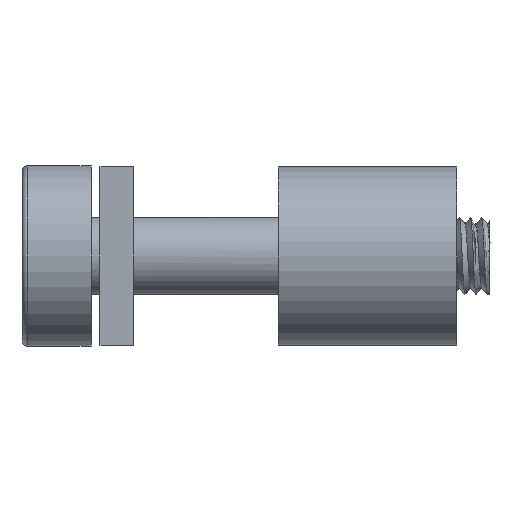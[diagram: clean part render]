
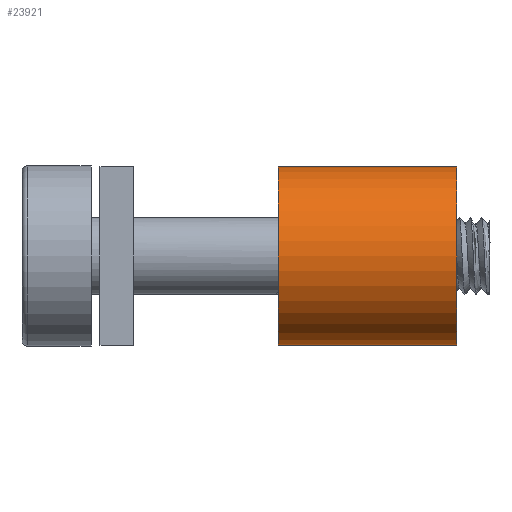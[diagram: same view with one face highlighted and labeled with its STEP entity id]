
A CAD part, left-side view. The second image highlights one B-rep face of the part: STEP entity #23921.
In plain terms, the highlighted cylindrical face has radius 4 mm (diameter 8 mm), a partial arc.
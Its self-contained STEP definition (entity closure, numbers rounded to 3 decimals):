
#264 = DIRECTION ( 'NONE',  ( 0., 0., -1. ) ) ;
#1325 = AXIS2_PLACEMENT_3D ( 'NONE', #9247, #25249, #11515 ) ;
#2041 = CARTESIAN_POINT ( 'NONE',  ( 0., -19., 0. ) ) ;
#2413 = CARTESIAN_POINT ( 'NONE',  ( 0., -19., -4. ) ) ;
#2697 = ORIENTED_EDGE ( 'NONE', *, *, #20684, .T. ) ;
#3179 = AXIS2_PLACEMENT_3D ( 'NONE', #27691, #13932, #264 ) ;
#4295 = FACE_OUTER_BOUND ( 'NONE', #26968, .T. ) ;
#4642 = CARTESIAN_POINT ( 'NONE',  ( 0., -11., -4. ) ) ;
#6705 = ORIENTED_EDGE ( 'NONE', *, *, #8849, .F. ) ;
#6811 = CARTESIAN_POINT ( 'NONE',  ( 0., -19., 4. ) ) ;
#7681 = CIRCLE ( 'NONE', #3179, 4. ) ;
#8849 = EDGE_CURVE ( 'NONE', #24011, #15196, #23152, .T. ) ;
#9247 = CARTESIAN_POINT ( 'NONE',  ( 0., -19., 0. ) ) ;
#11515 = DIRECTION ( 'NONE',  ( 0., 0., -1. ) ) ;
#13243 = DIRECTION ( 'NONE',  ( 0., 1., 0. ) ) ;
#13369 = DIRECTION ( 'NONE',  ( 0., 1., 0. ) ) ;
#13471 = DIRECTION ( 'NONE',  ( 0., 0., 1. ) ) ;
#13932 = DIRECTION ( 'NONE',  ( 0., -1., 0. ) ) ;
#15196 = VERTEX_POINT ( 'NONE', #2413 ) ;
#15553 = CARTESIAN_POINT ( 'NONE',  ( 0., -11., 4. ) ) ;
#16248 = VERTEX_POINT ( 'NONE', #4642 ) ;
#17958 = ORIENTED_EDGE ( 'NONE', *, *, #19953, .F. ) ;
#18048 = DIRECTION ( 'NONE',  ( 0., 1., 0. ) ) ;
#18315 = VECTOR ( 'NONE', #13243, 1000. ) ;
#18451 = VERTEX_POINT ( 'NONE', #15553 ) ;
#19280 = CYLINDRICAL_SURFACE ( 'NONE', #20507, 4. ) ;
#19498 = VECTOR ( 'NONE', #18048, 1000. ) ;
#19953 = EDGE_CURVE ( 'NONE', #15196, #16248, #25612, .T. ) ;
#20507 = AXIS2_PLACEMENT_3D ( 'NONE', #2041, #13369, #13471 ) ;
#20684 = EDGE_CURVE ( 'NONE', #18451, #16248, #7681, .T. ) ;
#22634 = EDGE_CURVE ( 'NONE', #24011, #18451, #24436, .T. ) ;
#22754 = ORIENTED_EDGE ( 'NONE', *, *, #22634, .T. ) ;
#23152 = CIRCLE ( 'NONE', #1325, 4. ) ;
#23921 = ADVANCED_FACE ( 'NONE', ( #4295 ), #19280, .T. ) ;
#24011 = VERTEX_POINT ( 'NONE', #6811 ) ;
#24436 = LINE ( 'NONE', #27003, #18315 ) ;
#24878 = CARTESIAN_POINT ( 'NONE',  ( 0., -19., -4. ) ) ;
#25249 = DIRECTION ( 'NONE',  ( 0., -1., 0. ) ) ;
#25612 = LINE ( 'NONE', #24878, #19498 ) ;
#26968 = EDGE_LOOP ( 'NONE', ( #17958, #6705, #22754, #2697 ) ) ;
#27003 = CARTESIAN_POINT ( 'NONE',  ( 0., -19., 4. ) ) ;
#27691 = CARTESIAN_POINT ( 'NONE',  ( 0., -11., 0. ) ) ;
